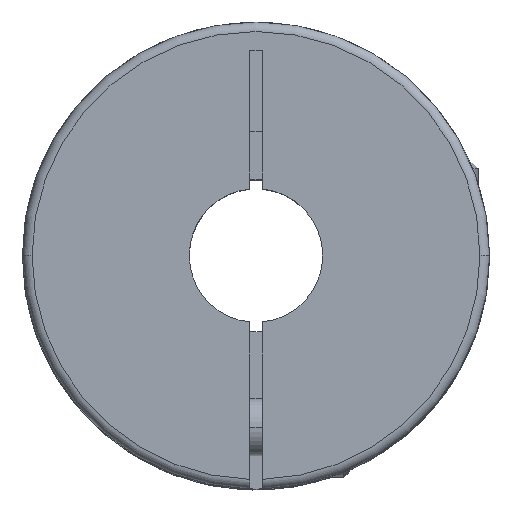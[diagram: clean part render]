
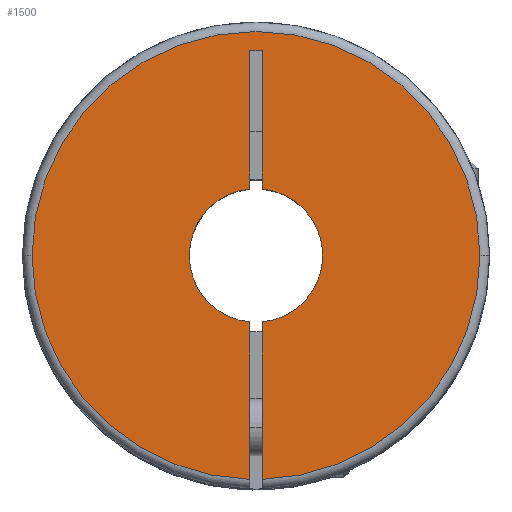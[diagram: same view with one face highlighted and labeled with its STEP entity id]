
A CAD part, top view. The second image highlights one B-rep face of the part: STEP entity #1500.
In plain terms, the highlighted planar face has unit normal (0, 0, 1).
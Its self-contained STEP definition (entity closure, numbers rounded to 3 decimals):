
#71 = CARTESIAN_POINT ( 'NONE',  ( 0., 0., 0. ) ) ;
#81 = EDGE_CURVE ( 'NONE', #2836, #1980, #1831, .T. ) ;
#92 = EDGE_LOOP ( 'NONE', ( #3899, #2259, #3073, #2423, #283, #1048, #722, #2967, #1952, #1279, #1167 ) ) ;
#100 = CARTESIAN_POINT ( 'NONE',  ( -23.5, 0., 0. ) ) ;
#119 = CARTESIAN_POINT ( 'NONE',  ( 0.65, 6.97, 0. ) ) ;
#210 = VECTOR ( 'NONE', #2774, 1000. ) ;
#223 = EDGE_CURVE ( 'NONE', #849, #1416, #2482, .T. ) ;
#252 = CARTESIAN_POINT ( 'NONE',  ( 0., 0., 0. ) ) ;
#253 = CARTESIAN_POINT ( 'NONE',  ( -0.65, -23.491, 0. ) ) ;
#283 = ORIENTED_EDGE ( 'NONE', *, *, #1307, .F. ) ;
#348 = CARTESIAN_POINT ( 'NONE',  ( -0.65, 6.97, 0. ) ) ;
#404 = DIRECTION ( 'NONE',  ( 0., 0., -1. ) ) ;
#464 = CARTESIAN_POINT ( 'NONE',  ( 0.65, 21.5, 0. ) ) ;
#535 = CARTESIAN_POINT ( 'NONE',  ( 0., 0., 0. ) ) ;
#708 = EDGE_CURVE ( 'NONE', #920, #2920, #2029, .T. ) ;
#722 = ORIENTED_EDGE ( 'NONE', *, *, #708, .F. ) ;
#803 = CARTESIAN_POINT ( 'NONE',  ( 0., 0., 0. ) ) ;
#804 = CARTESIAN_POINT ( 'NONE',  ( -7., 0., 0. ) ) ;
#833 = AXIS2_PLACEMENT_3D ( 'NONE', #252, #1193, #2404 ) ;
#849 = VERTEX_POINT ( 'NONE', #804 ) ;
#862 = CARTESIAN_POINT ( 'NONE',  ( 0.65, -23.491, 0. ) ) ;
#920 = VERTEX_POINT ( 'NONE', #119 ) ;
#922 = CARTESIAN_POINT ( 'NONE',  ( 0., 0., 0. ) ) ;
#937 = AXIS2_PLACEMENT_3D ( 'NONE', #803, #2970, #1421 ) ;
#939 = EDGE_CURVE ( 'NONE', #1980, #1593, #942, .T. ) ;
#942 = CIRCLE ( 'NONE', #2942, 23.5 ) ;
#1020 = EDGE_CURVE ( 'NONE', #920, #1124, #1260, .T. ) ;
#1048 = ORIENTED_EDGE ( 'NONE', *, *, #2641, .F. ) ;
#1050 = PLANE ( 'NONE',  #1853 ) ;
#1124 = VERTEX_POINT ( 'NONE', #3940 ) ;
#1149 = VECTOR ( 'NONE', #2928, 1000. ) ;
#1167 = ORIENTED_EDGE ( 'NONE', *, *, #81, .F. ) ;
#1174 = DIRECTION ( 'NONE',  ( -1., 0., 0. ) ) ;
#1193 = DIRECTION ( 'NONE',  ( 0., 0., -1. ) ) ;
#1260 = CIRCLE ( 'NONE', #2303, 7. ) ;
#1279 = ORIENTED_EDGE ( 'NONE', *, *, #939, .F. ) ;
#1294 = DIRECTION ( 'NONE',  ( 0., 0., -1. ) ) ;
#1307 = EDGE_CURVE ( 'NONE', #3654, #1416, #3617, .T. ) ;
#1390 = AXIS2_PLACEMENT_3D ( 'NONE', #2869, #1623, #2891 ) ;
#1405 = VERTEX_POINT ( 'NONE', #2795 ) ;
#1416 = VERTEX_POINT ( 'NONE', #348 ) ;
#1421 = DIRECTION ( 'NONE',  ( -1., 0., 0. ) ) ;
#1450 = VECTOR ( 'NONE', #3721, 1000. ) ;
#1455 = CARTESIAN_POINT ( 'NONE',  ( 0.65, -24.5, 0. ) ) ;
#1500 = ADVANCED_FACE ( 'NONE', ( #1934 ), #1050, .F. ) ;
#1566 = DIRECTION ( 'NONE',  ( -1., 0., 0. ) ) ;
#1593 = VERTEX_POINT ( 'NONE', #862 ) ;
#1623 = DIRECTION ( 'NONE',  ( 0., 0., -1. ) ) ;
#1741 = CARTESIAN_POINT ( 'NONE',  ( -0.65, 21.5, 0. ) ) ;
#1743 = EDGE_CURVE ( 'NONE', #1405, #849, #3780, .T. ) ;
#1831 = CIRCLE ( 'NONE', #1390, 23.5 ) ;
#1853 = AXIS2_PLACEMENT_3D ( 'NONE', #3153, #404, #1997 ) ;
#1914 = LINE ( 'NONE', #3783, #1450 ) ;
#1934 = FACE_OUTER_BOUND ( 'NONE', #92, .T. ) ;
#1952 = ORIENTED_EDGE ( 'NONE', *, *, #2408, .F. ) ;
#1980 = VERTEX_POINT ( 'NONE', #2254 ) ;
#1997 = DIRECTION ( 'NONE',  ( 0., -1., 0. ) ) ;
#2024 = LINE ( 'NONE', #1455, #1149 ) ;
#2029 = LINE ( 'NONE', #2575, #3057 ) ;
#2125 = EDGE_CURVE ( 'NONE', #2979, #2836, #2888, .T. ) ;
#2186 = DIRECTION ( 'NONE',  ( -1., 0., 0. ) ) ;
#2254 = CARTESIAN_POINT ( 'NONE',  ( 23.5, 0., 0. ) ) ;
#2259 = ORIENTED_EDGE ( 'NONE', *, *, #3044, .F. ) ;
#2303 = AXIS2_PLACEMENT_3D ( 'NONE', #535, #3603, #1174 ) ;
#2351 = DIRECTION ( 'NONE',  ( 0., -1., 0. ) ) ;
#2404 = DIRECTION ( 'NONE',  ( -1., 0., 0. ) ) ;
#2408 = EDGE_CURVE ( 'NONE', #1593, #1124, #2024, .T. ) ;
#2423 = ORIENTED_EDGE ( 'NONE', *, *, #223, .T. ) ;
#2482 = CIRCLE ( 'NONE', #937, 7. ) ;
#2575 = CARTESIAN_POINT ( 'NONE',  ( 0.65, -24.5, 0. ) ) ;
#2641 = EDGE_CURVE ( 'NONE', #2920, #3654, #1914, .T. ) ;
#2774 = DIRECTION ( 'NONE',  ( 0., -1., 0. ) ) ;
#2795 = CARTESIAN_POINT ( 'NONE',  ( -0.65, -6.97, 0. ) ) ;
#2836 = VERTEX_POINT ( 'NONE', #100 ) ;
#2869 = CARTESIAN_POINT ( 'NONE',  ( 0., 0., 0. ) ) ;
#2888 = CIRCLE ( 'NONE', #833, 23.5 ) ;
#2891 = DIRECTION ( 'NONE',  ( -1., 0., 0. ) ) ;
#2920 = VERTEX_POINT ( 'NONE', #464 ) ;
#2928 = DIRECTION ( 'NONE',  ( 0., 1., 0. ) ) ;
#2942 = AXIS2_PLACEMENT_3D ( 'NONE', #71, #1294, #2186 ) ;
#2967 = ORIENTED_EDGE ( 'NONE', *, *, #1020, .T. ) ;
#2970 = DIRECTION ( 'NONE',  ( 0., 0., -1. ) ) ;
#2979 = VERTEX_POINT ( 'NONE', #253 ) ;
#3044 = EDGE_CURVE ( 'NONE', #1405, #2979, #3889, .T. ) ;
#3057 = VECTOR ( 'NONE', #3835, 1000. ) ;
#3059 = CARTESIAN_POINT ( 'NONE',  ( -0.65, 21.5, 0. ) ) ;
#3071 = AXIS2_PLACEMENT_3D ( 'NONE', #922, #3353, #1566 ) ;
#3073 = ORIENTED_EDGE ( 'NONE', *, *, #1743, .T. ) ;
#3153 = CARTESIAN_POINT ( 'NONE',  ( 0., 0., 0. ) ) ;
#3282 = VECTOR ( 'NONE', #2351, 1000. ) ;
#3353 = DIRECTION ( 'NONE',  ( 0., 0., -1. ) ) ;
#3404 = CARTESIAN_POINT ( 'NONE',  ( -0.65, 21.5, 0. ) ) ;
#3603 = DIRECTION ( 'NONE',  ( 0., 0., -1. ) ) ;
#3617 = LINE ( 'NONE', #3059, #210 ) ;
#3654 = VERTEX_POINT ( 'NONE', #3404 ) ;
#3721 = DIRECTION ( 'NONE',  ( -1., 0., 0. ) ) ;
#3780 = CIRCLE ( 'NONE', #3071, 7. ) ;
#3783 = CARTESIAN_POINT ( 'NONE',  ( 0.65, 21.5, 0. ) ) ;
#3835 = DIRECTION ( 'NONE',  ( 0., 1., 0. ) ) ;
#3889 = LINE ( 'NONE', #1741, #3282 ) ;
#3899 = ORIENTED_EDGE ( 'NONE', *, *, #2125, .F. ) ;
#3940 = CARTESIAN_POINT ( 'NONE',  ( 0.65, -6.97, 0. ) ) ;
